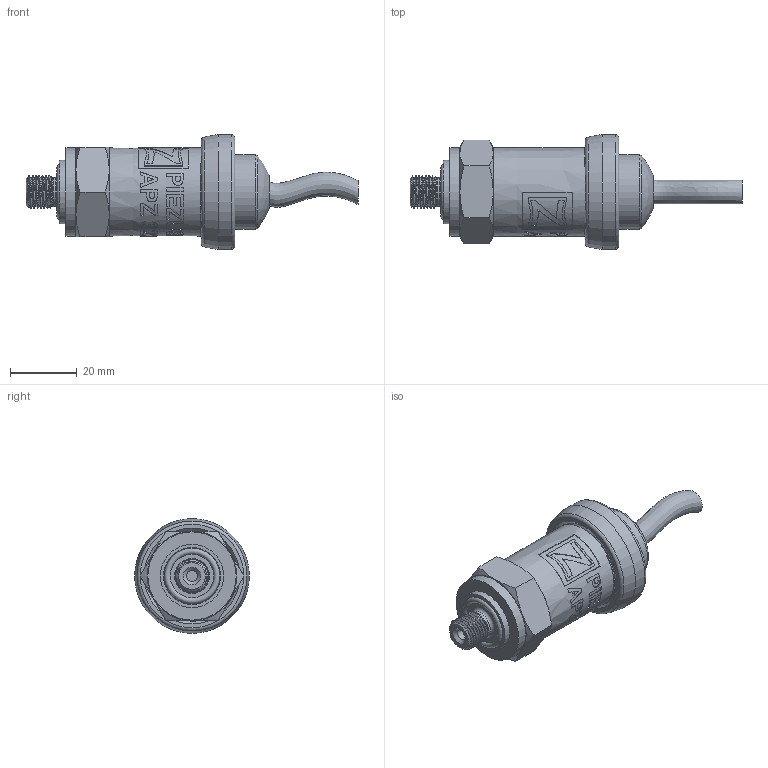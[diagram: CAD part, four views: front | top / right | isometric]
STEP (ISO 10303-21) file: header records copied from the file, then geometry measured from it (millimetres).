
FILE_DESCRIPTION(/* description */ (''),/* implementation_level */ '2;1');
FILE_NAME(/* name */ 'APZ3230_M10x1DIN_StainlessSteelCableGland.step',/* time_stamp */ '2021-06-24T10:05:00+03:00',/* author */ (''),/* organization */ (''),/* preprocessor_version */ 'ST-DEVELOPER v18.1',/* originating_system */ 'Autodesk Translation Framework v10.9.0.1377',/* authorisation */ '');
FILE_SCHEMA (('AUTOMOTIVE_DESIGN { 1 0 10303 214 3 1 1 }'));
Length unit declared in the file: millimetre
Products named in the file (6): APZ3230_M10x1DIN_StainlessSteelCableGland; M10x1 DIN; Stainless steel cable gland assembly v4; Stainless steel cable gland v2; Stainless steel cable gland nut v3; wire
Assembly tree (5 placements, depth 3):
  APZ3230_M10x1DIN_StainlessSteelCableGland
    M10x1 DIN
    Stainless steel cable gland assembly v4
      Stainless steel cable gland v2
      Stainless steel cable gland nut v3
      wire
Bounding box: 99.73 x 34.5 x 34.5 mm (x, y, z)
Volume: 37007.6 mm3; surface area: 12936.6 mm2
Topology: 5 solids, 5 shells, 394 faces, 1100 edges, 744 vertices
Faces by surface type: bspline 248, cone 51, plane 42, cylinder 39, torus 13, sphere 1
Full cylindrical faces by diameter (mm): 3.3 x1, 7.2 x1, 8.5 x1, 8.744 x7, 13 x1, 13.5 x1, 16.7 x1, 19 x1, 21.4 x1, 22.3 x2, 22.4 x1, 24.5 x1, 25.132 x4, 25.526 x2, 27.208 x3, 27.7 x1, 34.5 x1
Entity records: 31789 total; most frequent: CARTESIAN_POINT 23058, ORIENTED_EDGE 2200, EDGE_CURVE 1100, DIRECTION 1066, VERTEX_POINT 744, B_SPLINE_CURVE_WITH_KNOTS 506, EDGE_LOOP 428, FACE_OUTER_BOUND 394
